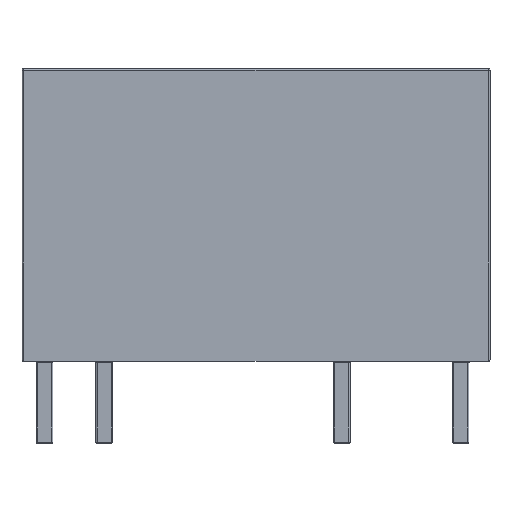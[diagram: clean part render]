
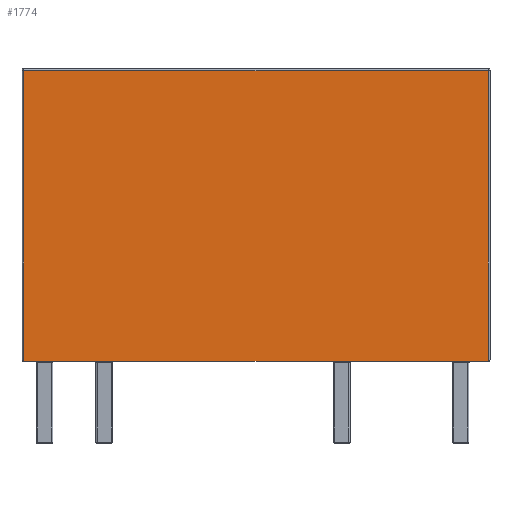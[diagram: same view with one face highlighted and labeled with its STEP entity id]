
A CAD part, top view. The second image highlights one B-rep face of the part: STEP entity #1774.
In plain terms, the highlighted planar face has unit normal (0, 0, 1).
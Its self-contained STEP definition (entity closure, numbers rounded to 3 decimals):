
#153 = ORIENTED_EDGE ( 'NONE', *, *, #687, .T. ) ;
#221 = VERTEX_POINT ( 'NONE', #3919 ) ;
#257 = VECTOR ( 'NONE', #2891, 1000. ) ;
#426 = DIRECTION ( 'NONE',  ( 1., 0., 0. ) ) ;
#510 = VERTEX_POINT ( 'NONE', #684 ) ;
#525 = ORIENTED_EDGE ( 'NONE', *, *, #1268, .T. ) ;
#564 = VECTOR ( 'NONE', #1175, 1000. ) ;
#684 = CARTESIAN_POINT ( 'NONE',  ( -9.92, 0., 2.5 ) ) ;
#687 = EDGE_CURVE ( 'NONE', #2809, #510, #4945, .T. ) ;
#765 = CARTESIAN_POINT ( 'NONE',  ( 10., 12.5, 2.5 ) ) ;
#900 = VECTOR ( 'NONE', #3842, 1000. ) ;
#1110 = CARTESIAN_POINT ( 'NONE',  ( -10., 12.42, 2.5 ) ) ;
#1175 = DIRECTION ( 'NONE',  ( 0., -1., 0. ) ) ;
#1190 = VERTEX_POINT ( 'NONE', #4599 ) ;
#1268 = EDGE_CURVE ( 'NONE', #510, #221, #4338, .T. ) ;
#1507 = DIRECTION ( 'NONE',  ( -1., 0., 0. ) ) ;
#1542 = FACE_OUTER_BOUND ( 'NONE', #3515, .T. ) ;
#1646 = LINE ( 'NONE', #1110, #900 ) ;
#1774 = ADVANCED_FACE ( 'NONE', ( #1542 ), #3875, .F. ) ;
#2161 = CARTESIAN_POINT ( 'NONE',  ( -9.92, 12.42, 2.5 ) ) ;
#2571 = AXIS2_PLACEMENT_3D ( 'NONE', #765, #3457, #1507 ) ;
#2774 = VECTOR ( 'NONE', #426, 1000. ) ;
#2809 = VERTEX_POINT ( 'NONE', #2161 ) ;
#2891 = DIRECTION ( 'NONE',  ( 0., 1., 0. ) ) ;
#2906 = CARTESIAN_POINT ( 'NONE',  ( 9.92, 12.5, 2.5 ) ) ;
#3394 = EDGE_CURVE ( 'NONE', #1190, #2809, #1646, .T. ) ;
#3457 = DIRECTION ( 'NONE',  ( 0., 0., -1. ) ) ;
#3488 = ORIENTED_EDGE ( 'NONE', *, *, #4795, .T. ) ;
#3515 = EDGE_LOOP ( 'NONE', ( #3540, #153, #525, #3488 ) ) ;
#3537 = CARTESIAN_POINT ( 'NONE',  ( -9.92, 12.5, 2.5 ) ) ;
#3540 = ORIENTED_EDGE ( 'NONE', *, *, #3394, .T. ) ;
#3791 = CARTESIAN_POINT ( 'NONE',  ( 10., 0., 2.5 ) ) ;
#3842 = DIRECTION ( 'NONE',  ( -1., 0., 0. ) ) ;
#3875 = PLANE ( 'NONE',  #2571 ) ;
#3914 = LINE ( 'NONE', #2906, #257 ) ;
#3919 = CARTESIAN_POINT ( 'NONE',  ( 9.92, 0., 2.5 ) ) ;
#4338 = LINE ( 'NONE', #3791, #2774 ) ;
#4599 = CARTESIAN_POINT ( 'NONE',  ( 9.92, 12.42, 2.5 ) ) ;
#4795 = EDGE_CURVE ( 'NONE', #221, #1190, #3914, .T. ) ;
#4945 = LINE ( 'NONE', #3537, #564 ) ;
